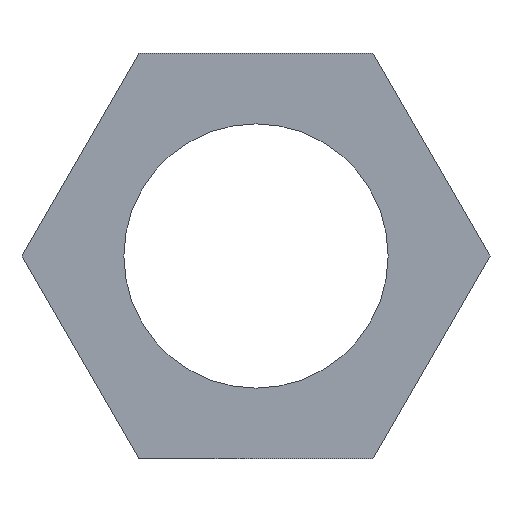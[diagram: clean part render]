
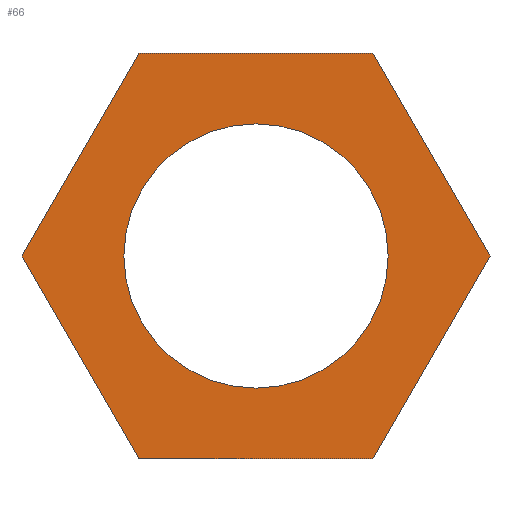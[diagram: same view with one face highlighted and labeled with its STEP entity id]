
A CAD part, front view. The second image highlights one B-rep face of the part: STEP entity #66.
In plain terms, the highlighted planar face has unit normal (0, -1, 0).
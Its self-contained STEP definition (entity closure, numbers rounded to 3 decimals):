
#1 = AXIS2_PLACEMENT_3D ( 'NONE', #304, #295, #298 ) ;
#9 = EDGE_CURVE ( 'NONE', #246, #248, #95, .T. ) ;
#10 = EDGE_CURVE ( 'NONE', #254, #243, #85, .T. ) ;
#11 = EDGE_CURVE ( 'NONE', #256, #254, #91, .T. ) ;
#15 = AXIS2_PLACEMENT_3D ( 'NONE', #316, #319, #320 ) ;
#16 = EDGE_CURVE ( 'NONE', #257, #256, #79, .T. ) ;
#20 = EDGE_CURVE ( 'NONE', #245, #242, #172, .T. ) ;
#21 = EDGE_CURVE ( 'NONE', #243, #246, #171, .T. ) ;
#24 = EDGE_CURVE ( 'NONE', #248, #257, #96, .T. ) ;
#26 = EDGE_CURVE ( 'NONE', #242, #245, #121, .T. ) ;
#32 = AXIS2_PLACEMENT_3D ( 'NONE', #291, #262, #259 ) ;
#66 = ADVANCED_FACE ( 'NONE', ( #82, #173 ), #317, .F. ) ;
#79 = LINE ( 'NONE', #273, #80 ) ;
#80 = VECTOR ( 'NONE', #300, 1000. ) ;
#82 = FACE_BOUND ( 'NONE', #125, .T. ) ;
#83 = VECTOR ( 'NONE', #260, 1000. ) ;
#85 = LINE ( 'NONE', #275, #92 ) ;
#90 = VECTOR ( 'NONE', #270, 1000. ) ;
#91 = LINE ( 'NONE', #272, #90 ) ;
#92 = VECTOR ( 'NONE', #274, 1000. ) ;
#95 = LINE ( 'NONE', #269, #100 ) ;
#96 = LINE ( 'NONE', #258, #83 ) ;
#100 = VECTOR ( 'NONE', #301, 1000. ) ;
#101 = ORIENTED_EDGE ( 'NONE', *, *, #16, .F. ) ;
#102 = ORIENTED_EDGE ( 'NONE', *, *, #11, .F. ) ;
#103 = ORIENTED_EDGE ( 'NONE', *, *, #10, .F. ) ;
#104 = ORIENTED_EDGE ( 'NONE', *, *, #26, .T. ) ;
#106 = ORIENTED_EDGE ( 'NONE', *, *, #24, .F. ) ;
#109 = ORIENTED_EDGE ( 'NONE', *, *, #20, .T. ) ;
#116 = ORIENTED_EDGE ( 'NONE', *, *, #21, .F. ) ;
#117 = ORIENTED_EDGE ( 'NONE', *, *, #9, .F. ) ;
#121 = CIRCLE ( 'NONE', #32, 15. ) ;
#125 = EDGE_LOOP ( 'NONE', ( #104, #109 ) ) ;
#133 = EDGE_LOOP ( 'NONE', ( #102, #101, #106, #117, #116, #103 ) ) ;
#171 = LINE ( 'NONE', #265, #191 ) ;
#172 = CIRCLE ( 'NONE', #1, 15. ) ;
#173 = FACE_OUTER_BOUND ( 'NONE', #133, .T. ) ;
#191 = VECTOR ( 'NONE', #297, 1000. ) ;
#242 = VERTEX_POINT ( 'NONE', #342 ) ;
#243 = VERTEX_POINT ( 'NONE', #340 ) ;
#245 = VERTEX_POINT ( 'NONE', #336 ) ;
#246 = VERTEX_POINT ( 'NONE', #344 ) ;
#248 = VERTEX_POINT ( 'NONE', #345 ) ;
#254 = VERTEX_POINT ( 'NONE', #349 ) ;
#256 = VERTEX_POINT ( 'NONE', #350 ) ;
#257 = VERTEX_POINT ( 'NONE', #351 ) ;
#258 = CARTESIAN_POINT ( 'NONE',  ( -26.558, 0., 0. ) ) ;
#259 = DIRECTION ( 'NONE',  ( 0., 0., 1. ) ) ;
#260 = DIRECTION ( 'NONE',  ( 0.5, 0., 0.866 ) ) ;
#262 = DIRECTION ( 'NONE',  ( 0., 1., 0. ) ) ;
#265 = CARTESIAN_POINT ( 'NONE',  ( 13.279, 0., -23. ) ) ;
#269 = CARTESIAN_POINT ( 'NONE',  ( -13.279, 0., -23. ) ) ;
#270 = DIRECTION ( 'NONE',  ( 0.5, 0., -0.866 ) ) ;
#272 = CARTESIAN_POINT ( 'NONE',  ( 13.279, 0., 23. ) ) ;
#273 = CARTESIAN_POINT ( 'NONE',  ( -13.279, 0., 23. ) ) ;
#274 = DIRECTION ( 'NONE',  ( -0.5, 0., -0.866 ) ) ;
#275 = CARTESIAN_POINT ( 'NONE',  ( 26.558, 0., 0. ) ) ;
#291 = CARTESIAN_POINT ( 'NONE',  ( 0., 0., 0. ) ) ;
#295 = DIRECTION ( 'NONE',  ( 0., 1., 0. ) ) ;
#297 = DIRECTION ( 'NONE',  ( -1., 0., 0. ) ) ;
#298 = DIRECTION ( 'NONE',  ( 0., 0., 1. ) ) ;
#300 = DIRECTION ( 'NONE',  ( 1., 0., 0. ) ) ;
#301 = DIRECTION ( 'NONE',  ( -0.5, 0., 0.866 ) ) ;
#304 = CARTESIAN_POINT ( 'NONE',  ( 0., 0., 0. ) ) ;
#316 = CARTESIAN_POINT ( 'NONE',  ( 26.558, 0., 0. ) ) ;
#317 = PLANE ( 'NONE',  #15 ) ;
#319 = DIRECTION ( 'NONE',  ( 0., 1., 0. ) ) ;
#320 = DIRECTION ( 'NONE',  ( 0., 0., 1. ) ) ;
#336 = CARTESIAN_POINT ( 'NONE',  ( 0., 0., -15. ) ) ;
#340 = CARTESIAN_POINT ( 'NONE',  ( 13.279, 0., -23. ) ) ;
#342 = CARTESIAN_POINT ( 'NONE',  ( 0., 0., 15. ) ) ;
#344 = CARTESIAN_POINT ( 'NONE',  ( -13.279, 0., -23. ) ) ;
#345 = CARTESIAN_POINT ( 'NONE',  ( -26.558, 0., 0. ) ) ;
#349 = CARTESIAN_POINT ( 'NONE',  ( 26.558, 0., 0. ) ) ;
#350 = CARTESIAN_POINT ( 'NONE',  ( 13.279, 0., 23. ) ) ;
#351 = CARTESIAN_POINT ( 'NONE',  ( -13.279, 0., 23. ) ) ;
